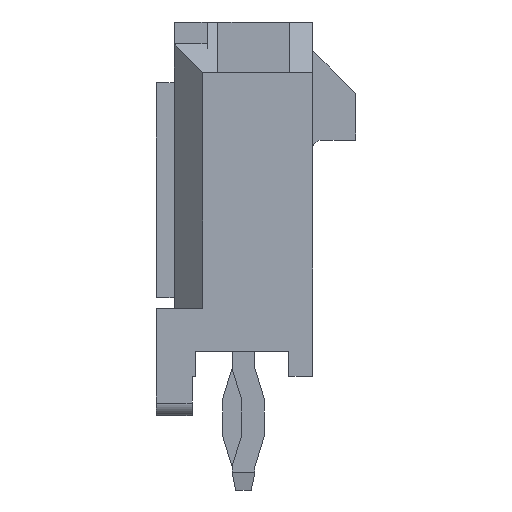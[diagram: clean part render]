
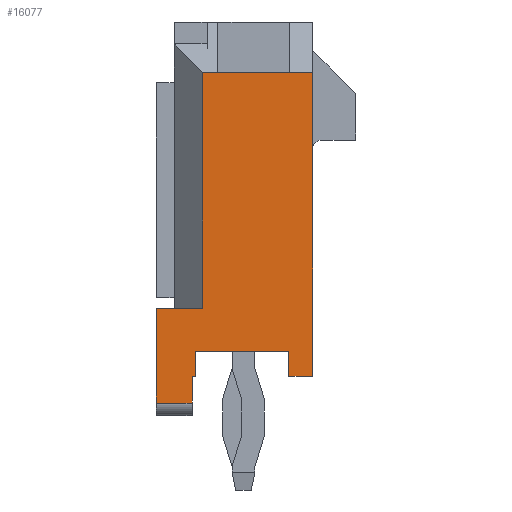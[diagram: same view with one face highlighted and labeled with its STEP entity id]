
A CAD part, left-side view. The second image highlights one B-rep face of the part: STEP entity #16077.
In plain terms, the highlighted face is planar.
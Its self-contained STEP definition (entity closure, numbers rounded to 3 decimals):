
#1408=ORIENTED_EDGE('',*,*,#3684,.F.);
#1409=ORIENTED_EDGE('',*,*,#4241,.T.);
#1410=ORIENTED_EDGE('',*,*,#3670,.T.);
#1411=ORIENTED_EDGE('',*,*,#3779,.F.);
#1412=ORIENTED_EDGE('',*,*,#3789,.F.);
#1413=ORIENTED_EDGE('',*,*,#3793,.F.);
#1414=ORIENTED_EDGE('',*,*,#4242,.F.);
#1415=ORIENTED_EDGE('',*,*,#4243,.T.);
#1416=ORIENTED_EDGE('',*,*,#4244,.T.);
#1417=ORIENTED_EDGE('',*,*,#4245,.T.);
#1418=ORIENTED_EDGE('',*,*,#4238,.F.);
#1419=ORIENTED_EDGE('',*,*,#4246,.F.);
#1420=ORIENTED_EDGE('',*,*,#3693,.F.);
#1421=ORIENTED_EDGE('',*,*,#3681,.T.);
#3670=EDGE_CURVE('',#5304,#5303,#6383,.T.);
#3681=EDGE_CURVE('',#5312,#5311,#6394,.T.);
#3684=EDGE_CURVE('',#5313,#5311,#6397,.T.);
#3693=EDGE_CURVE('',#5312,#5321,#6406,.T.);
#3779=EDGE_CURVE('',#5370,#5303,#6490,.T.);
#3789=EDGE_CURVE('',#5378,#5370,#6496,.T.);
#3793=EDGE_CURVE('',#5380,#5378,#6500,.T.);
#4238=EDGE_CURVE('',#5638,#5639,#6945,.T.);
#4241=EDGE_CURVE('',#5313,#5304,#6948,.T.);
#4242=EDGE_CURVE('',#5640,#5380,#6949,.T.);
#4243=EDGE_CURVE('',#5640,#5641,#6950,.T.);
#4244=EDGE_CURVE('',#5641,#5642,#6951,.T.);
#4245=EDGE_CURVE('',#5642,#5639,#6952,.T.);
#4246=EDGE_CURVE('',#5321,#5638,#6953,.T.);
#5303=VERTEX_POINT('',#20679);
#5304=VERTEX_POINT('',#20681);
#5311=VERTEX_POINT('',#20700);
#5312=VERTEX_POINT('',#20702);
#5313=VERTEX_POINT('',#20706);
#5321=VERTEX_POINT('',#20726);
#5370=VERTEX_POINT('',#20890);
#5378=VERTEX_POINT('',#20910);
#5380=VERTEX_POINT('',#20918);
#5638=VERTEX_POINT('',#21797);
#5639=VERTEX_POINT('',#21798);
#5640=VERTEX_POINT('',#21804);
#5641=VERTEX_POINT('',#21806);
#5642=VERTEX_POINT('',#21808);
#6383=LINE('',#20680,#8042);
#6394=LINE('',#20701,#8053);
#6397=LINE('',#20707,#8056);
#6406=LINE('',#20725,#8065);
#6490=LINE('',#20889,#8149);
#6496=LINE('',#20911,#8155);
#6500=LINE('',#20919,#8159);
#6945=LINE('',#21796,#8604);
#6948=LINE('',#21802,#8607);
#6949=LINE('',#21803,#8608);
#6950=LINE('',#21805,#8609);
#6951=LINE('',#21807,#8610);
#6952=LINE('',#21809,#8611);
#6953=LINE('',#21810,#8612);
#8042=VECTOR('',#17518,1000.);
#8053=VECTOR('',#17533,1000.);
#8056=VECTOR('',#17538,1000.);
#8065=VECTOR('',#17551,1000.);
#8149=VECTOR('',#17697,1000.);
#8155=VECTOR('',#17717,1000.);
#8159=VECTOR('',#17725,1000.);
#8604=VECTOR('',#18520,1000.);
#8607=VECTOR('',#18525,1000.);
#8608=VECTOR('',#18526,1000.);
#8609=VECTOR('',#18527,1000.);
#8610=VECTOR('',#18528,1000.);
#8611=VECTOR('',#18529,1000.);
#8612=VECTOR('',#18530,1000.);
#9687=EDGE_LOOP('',(#1408,#1409,#1410,#1411,#1412,#1413,#1414,#1415,#1416,
#1417,#1418,#1419,#1420,#1421));
#10348=FACE_BOUND('',#9687,.T.);
#10987=PLANE('',#16726);
#16077=ADVANCED_FACE('',(#10348),#10987,.F.);
#16726=AXIS2_PLACEMENT_3D('',#21801,#18523,#18524);
#17518=DIRECTION('',(0.,0.,-1.));
#17533=DIRECTION('',(0.,0.,-1.));
#17538=DIRECTION('',(0.,0.,1.));
#17551=DIRECTION('',(0.,0.,1.));
#17697=DIRECTION('',(0.,-1.,0.));
#17717=DIRECTION('',(0.,0.,-1.));
#17725=DIRECTION('',(0.,1.,0.));
#18520=DIRECTION('',(0.,0.,-1.));
#18523=DIRECTION('',(-1.,0.,0.));
#18524=DIRECTION('',(0.,0.,1.));
#18525=DIRECTION('',(0.,1.,0.));
#18526=DIRECTION('',(0.,0.,-1.));
#18527=DIRECTION('',(0.,-1.,0.));
#18528=DIRECTION('',(0.,0.,1.));
#18529=DIRECTION('',(0.,1.,0.));
#18530=DIRECTION('',(0.,1.,0.));
#20679=CARTESIAN_POINT('',(18.325,3.05,-2.185));
#20680=CARTESIAN_POINT('',(18.325,3.05,-1.685));
#20681=CARTESIAN_POINT('',(18.325,3.05,-0.885));
#20700=CARTESIAN_POINT('',(18.325,-3.536,-0.465));
#20701=CARTESIAN_POINT('',(18.325,-3.536,1.535));
#20702=CARTESIAN_POINT('',(18.325,-3.536,1.535));
#20706=CARTESIAN_POINT('',(18.325,-3.536,-0.885));
#20707=CARTESIAN_POINT('',(18.325,-3.536,0.));
#20725=CARTESIAN_POINT('',(18.325,-3.536,0.));
#20726=CARTESIAN_POINT('',(18.325,-3.536,2.185));
#20889=CARTESIAN_POINT('',(18.325,4.95,-2.185));
#20890=CARTESIAN_POINT('',(18.325,5.7,-2.185));
#20910=CARTESIAN_POINT('',(18.325,5.7,-1.185));
#20911=CARTESIAN_POINT('',(18.325,5.7,-1.185));
#20918=CARTESIAN_POINT('',(18.325,4.95,-1.185));
#20919=CARTESIAN_POINT('',(18.325,4.95,-1.185));
#21796=CARTESIAN_POINT('',(18.325,4.95,2.185));
#21797=CARTESIAN_POINT('',(18.325,4.95,2.185));
#21798=CARTESIAN_POINT('',(18.325,4.95,1.515));
#21801=CARTESIAN_POINT('',(18.325,0.,0.));
#21802=CARTESIAN_POINT('',(18.325,3.05,-0.885));
#21803=CARTESIAN_POINT('',(18.325,4.95,2.185));
#21804=CARTESIAN_POINT('',(18.325,4.95,-1.085));
#21805=CARTESIAN_POINT('',(18.325,4.95,-1.085));
#21806=CARTESIAN_POINT('',(18.325,4.25,-1.085));
#21807=CARTESIAN_POINT('',(18.325,4.25,-1.085));
#21808=CARTESIAN_POINT('',(18.325,4.25,1.515));
#21809=CARTESIAN_POINT('',(18.325,4.25,1.515));
#21810=CARTESIAN_POINT('',(18.325,-4.95,2.185));
